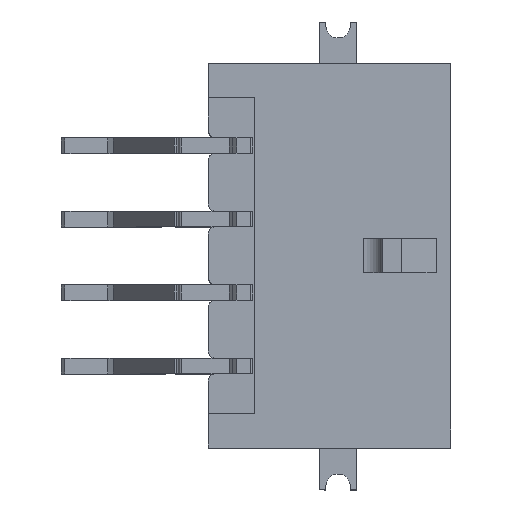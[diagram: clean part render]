
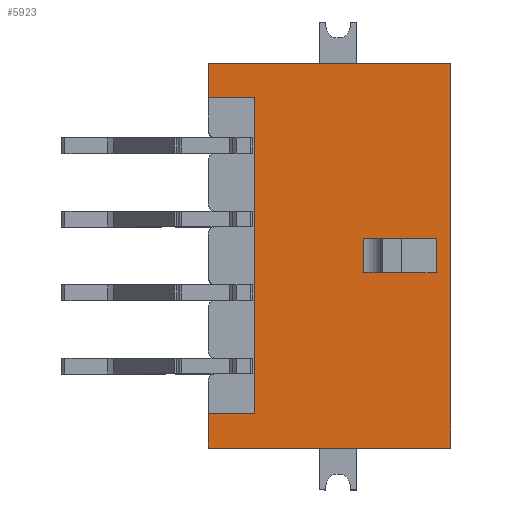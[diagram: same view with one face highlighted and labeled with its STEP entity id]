
A CAD part, top view. The second image highlights one B-rep face of the part: STEP entity #5923.
In plain terms, the highlighted face is planar.
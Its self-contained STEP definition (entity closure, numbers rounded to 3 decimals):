
#790=ORIENTED_EDGE('',*,*,#2345,.F.);
#791=ORIENTED_EDGE('',*,*,#2346,.T.);
#792=ORIENTED_EDGE('',*,*,#2347,.T.);
#793=ORIENTED_EDGE('',*,*,#2348,.T.);
#794=ORIENTED_EDGE('',*,*,#2349,.F.);
#795=ORIENTED_EDGE('',*,*,#2313,.F.);
#796=ORIENTED_EDGE('',*,*,#2337,.T.);
#797=ORIENTED_EDGE('',*,*,#2003,.T.);
#798=ORIENTED_EDGE('',*,*,#2339,.F.);
#799=ORIENTED_EDGE('',*,*,#2321,.F.);
#800=ORIENTED_EDGE('',*,*,#2350,.F.);
#801=ORIENTED_EDGE('',*,*,#2351,.F.);
#2003=EDGE_CURVE('',#2854,#2853,#3436,.T.);
#2313=EDGE_CURVE('',#3078,#3074,#3714,.T.);
#2321=EDGE_CURVE('',#3084,#3085,#3722,.T.);
#2337=EDGE_CURVE('',#3078,#2854,#3738,.T.);
#2339=EDGE_CURVE('',#3085,#2853,#3740,.T.);
#2345=EDGE_CURVE('',#3095,#3096,#3746,.T.);
#2346=EDGE_CURVE('',#3095,#3097,#3747,.F.);
#2347=EDGE_CURVE('',#3097,#3098,#3748,.T.);
#2348=EDGE_CURVE('',#3098,#3096,#3749,.T.);
#2349=EDGE_CURVE('',#3074,#3099,#3750,.T.);
#2350=EDGE_CURVE('',#3100,#3084,#3751,.T.);
#2351=EDGE_CURVE('',#3099,#3100,#3752,.T.);
#2853=VERTEX_POINT('',#8735);
#2854=VERTEX_POINT('',#8737);
#3074=VERTEX_POINT('',#9329);
#3078=VERTEX_POINT('',#9338);
#3084=VERTEX_POINT('',#9354);
#3085=VERTEX_POINT('',#9356);
#3095=VERTEX_POINT('',#9396);
#3096=VERTEX_POINT('',#9397);
#3097=VERTEX_POINT('',#9399);
#3098=VERTEX_POINT('',#9401);
#3099=VERTEX_POINT('',#9404);
#3100=VERTEX_POINT('',#9406);
#3436=LINE('',#8736,#4245);
#3714=LINE('',#9339,#4523);
#3722=LINE('',#9355,#4531);
#3738=LINE('',#9382,#4547);
#3740=LINE('',#9385,#4549);
#3746=LINE('',#9395,#4555);
#3747=LINE('',#9398,#4556);
#3748=LINE('',#9400,#4557);
#3749=LINE('',#9402,#4558);
#3750=LINE('',#9403,#4559);
#3751=LINE('',#9405,#4560);
#3752=LINE('',#9407,#4561);
#4245=VECTOR('',#7097,1000.);
#4523=VECTOR('',#7575,1000.);
#4531=VECTOR('',#7587,1000.);
#4547=VECTOR('',#7607,1000.);
#4549=VECTOR('',#7611,1000.);
#4555=VECTOR('',#7623,1000.);
#4556=VECTOR('',#7624,1000.);
#4557=VECTOR('',#7625,1000.);
#4558=VECTOR('',#7626,1000.);
#4559=VECTOR('',#7627,1000.);
#4560=VECTOR('',#7628,1000.);
#4561=VECTOR('',#7629,1000.);
#5026=EDGE_LOOP('',(#790,#791,#792,#793));
#5027=EDGE_LOOP('',(#794,#795,#796,#797,#798,#799,#800,#801));
#5345=FACE_BOUND('',#5026,.T.);
#5346=FACE_BOUND('',#5027,.T.);
#5636=PLANE('',#6702);
#5923=ADVANCED_FACE('',(#5345,#5346),#5636,.T.);
#6702=AXIS2_PLACEMENT_3D('',#9394,#7621,#7622);
#7097=DIRECTION('',(0.,1.,0.));
#7575=DIRECTION('',(0.,1.,0.));
#7587=DIRECTION('',(0.,1.,0.));
#7607=DIRECTION('',(0.,0.,1.));
#7611=DIRECTION('',(0.,0.,1.));
#7621=DIRECTION('',(-1.,0.,0.));
#7622=DIRECTION('',(0.,0.,1.));
#7623=DIRECTION('',(0.,0.,1.));
#7624=DIRECTION('',(0.,-1.,0.));
#7625=DIRECTION('',(0.,0.,1.));
#7626=DIRECTION('',(0.,-1.,0.));
#7627=DIRECTION('',(0.,0.,1.));
#7628=DIRECTION('',(0.,0.,-1.));
#7629=DIRECTION('',(0.,1.,0.));
#8735=CARTESIAN_POINT('',(-3.43,7.85,4.95));
#8736=CARTESIAN_POINT('',(-3.43,-7.85,4.95));
#8737=CARTESIAN_POINT('',(-3.43,-7.85,4.95));
#9329=CARTESIAN_POINT('',(-3.43,-6.45,-4.95));
#9338=CARTESIAN_POINT('',(-3.43,-7.85,-4.95));
#9339=CARTESIAN_POINT('',(-3.43,-7.85,-4.95));
#9354=CARTESIAN_POINT('',(-3.43,6.45,-4.95));
#9355=CARTESIAN_POINT('',(-3.43,-7.85,-4.95));
#9356=CARTESIAN_POINT('',(-3.43,7.85,-4.95));
#9382=CARTESIAN_POINT('',(-3.43,-7.85,-4.95));
#9385=CARTESIAN_POINT('',(-3.43,7.85,-4.95));
#9394=CARTESIAN_POINT('',(-3.43,-7.85,-4.95));
#9395=CARTESIAN_POINT('',(-3.43,-0.7,2.15));
#9396=CARTESIAN_POINT('',(-3.43,-0.7,1.4));
#9397=CARTESIAN_POINT('',(-3.43,-0.7,4.35));
#9398=CARTESIAN_POINT('',(-3.43,0.7,1.4));
#9399=CARTESIAN_POINT('',(-3.43,0.7,1.4));
#9400=CARTESIAN_POINT('',(-3.43,0.7,2.15));
#9401=CARTESIAN_POINT('',(-3.43,0.7,4.35));
#9402=CARTESIAN_POINT('',(-3.43,0.7,4.35));
#9403=CARTESIAN_POINT('',(-3.43,-6.45,-4.95));
#9404=CARTESIAN_POINT('',(-3.43,-6.45,-3.05));
#9405=CARTESIAN_POINT('',(-3.43,6.45,-3.05));
#9406=CARTESIAN_POINT('',(-3.43,6.45,-3.05));
#9407=CARTESIAN_POINT('',(-3.43,-6.45,-3.05));
